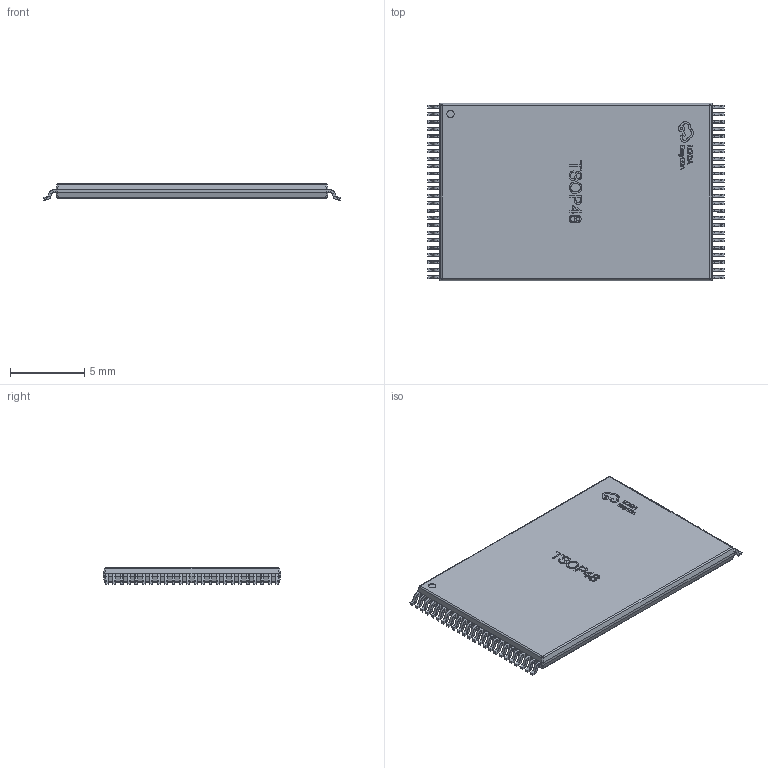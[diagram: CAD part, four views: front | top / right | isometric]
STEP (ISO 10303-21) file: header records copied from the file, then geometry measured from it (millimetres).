
FILE_DESCRIPTION (( 'STEP AP214' ), '1' );
FILE_NAME ('TSOP-48_L12-W18.4-H1.0-LS20.0-P0.50.step', '2022-07-26T10:40:31', ( '' ), ( '' ), 'SwSTEP 2.0', 'SolidWorks 2020', '' );
FILE_SCHEMA (( 'AUTOMOTIVE_DESIGN' ));
Length unit declared in the file: millimetre
Products named in the file (1): TSOP-48_L12-W18.4-H1.0-LS20.0-P0.50
Bounding box: 20.01 x 12 x 1.1 mm (x, y, z)
Volume: 220.2 mm3; surface area: 534.5 mm2
Topology: 62 solids, 62 shells, 2881 faces, 6222 edges, 3388 vertices
Faces by surface type: plane 1103, cylinder 982, torus 384, sphere 248, bspline 164
Entity records: 110770 total; most frequent: CARTESIAN_POINT 17344, DIRECTION 13538, ORIENTED_EDGE 12060, EDGE_CURVE 6030, AXIS2_PLACEMENT_3D 5146, VERTEX_POINT 3292, LINE 3246, VECTOR 3246
